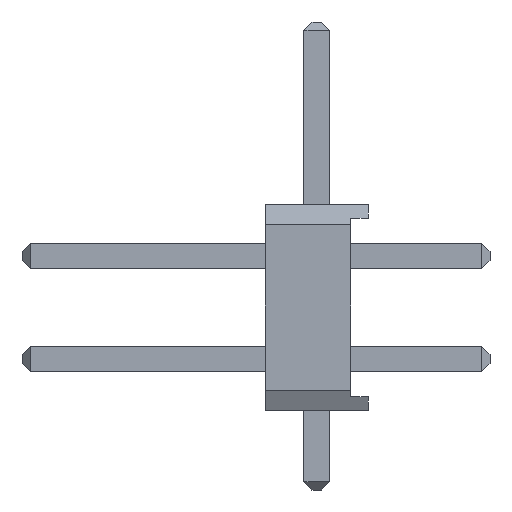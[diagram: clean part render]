
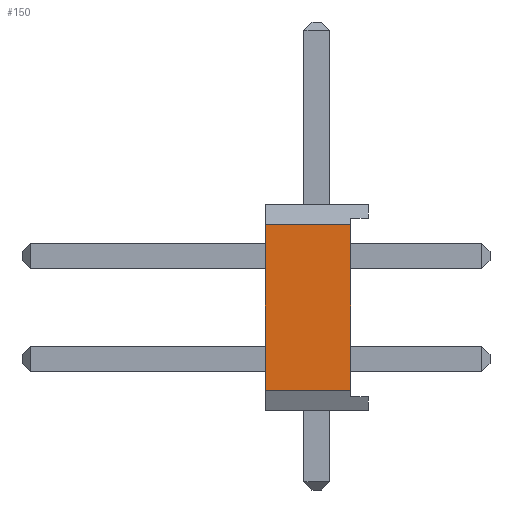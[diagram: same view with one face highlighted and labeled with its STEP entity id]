
A CAD part, left-side view. The second image highlights one B-rep face of the part: STEP entity #150.
In plain terms, the highlighted planar face has unit normal (-1, 0, 0).
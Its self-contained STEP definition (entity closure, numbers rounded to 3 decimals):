
#150 = ADVANCED_FACE( '', ( #320 ), #321, .T. );
#320 = FACE_OUTER_BOUND( '', #510, .T. );
#321 = PLANE( '', #511 );
#510 = EDGE_LOOP( '', ( #881, #882, #883, #884 ) );
#511 = AXIS2_PLACEMENT_3D( '', #885, #886, #887 );
#881 = ORIENTED_EDGE( '', *, *, #1244, .F. );
#882 = ORIENTED_EDGE( '', *, *, #1209, .T. );
#883 = ORIENTED_EDGE( '', *, *, #1245, .T. );
#884 = ORIENTED_EDGE( '', *, *, #1246, .T. );
#885 = CARTESIAN_POINT( '', ( -2.54, 0., 0. ) );
#886 = DIRECTION( '', ( -1., 0., 0. ) );
#887 = DIRECTION( '', ( 0., 0., 1. ) );
#1209 = EDGE_CURVE( '', #1480, #1478, #1481, .T. );
#1244 = EDGE_CURVE( '', #1480, #1526, #1527, .T. );
#1245 = EDGE_CURVE( '', #1478, #1528, #1529, .T. );
#1246 = EDGE_CURVE( '', #1528, #1526, #1530, .T. );
#1478 = VERTEX_POINT( '', #1853 );
#1480 = VERTEX_POINT( '', #1856 );
#1481 = LINE( '', #1857, #1858 );
#1526 = VERTEX_POINT( '', #1928 );
#1527 = LINE( '', #1929, #1930 );
#1528 = VERTEX_POINT( '', #1931 );
#1529 = LINE( '', #1932, #1933 );
#1530 = LINE( '', #1934, #1935 );
#1853 = CARTESIAN_POINT( '', ( -2.54, -0.832, 0.77 ) );
#1856 = CARTESIAN_POINT( '', ( -2.54, -0.832, -3.31 ) );
#1857 = CARTESIAN_POINT( '', ( -2.54, -0.832, 0. ) );
#1858 = VECTOR( '', #2100, 1000. );
#1928 = CARTESIAN_POINT( '', ( -2.54, 1.27, -3.31 ) );
#1929 = CARTESIAN_POINT( '', ( -2.54, 0., -3.31 ) );
#1930 = VECTOR( '', #2126, 1000. );
#1931 = CARTESIAN_POINT( '', ( -2.54, 1.27, 0.77 ) );
#1932 = CARTESIAN_POINT( '', ( -2.54, 0., 0.77 ) );
#1933 = VECTOR( '', #2127, 1000. );
#1934 = CARTESIAN_POINT( '', ( -2.54, 1.27, 1.27 ) );
#1935 = VECTOR( '', #2128, 1000. );
#2100 = DIRECTION( '', ( 0., 0., 1. ) );
#2126 = DIRECTION( '', ( 0., 1., 0. ) );
#2127 = DIRECTION( '', ( 0., 1., 0. ) );
#2128 = DIRECTION( '', ( 0., 0., -1. ) );
